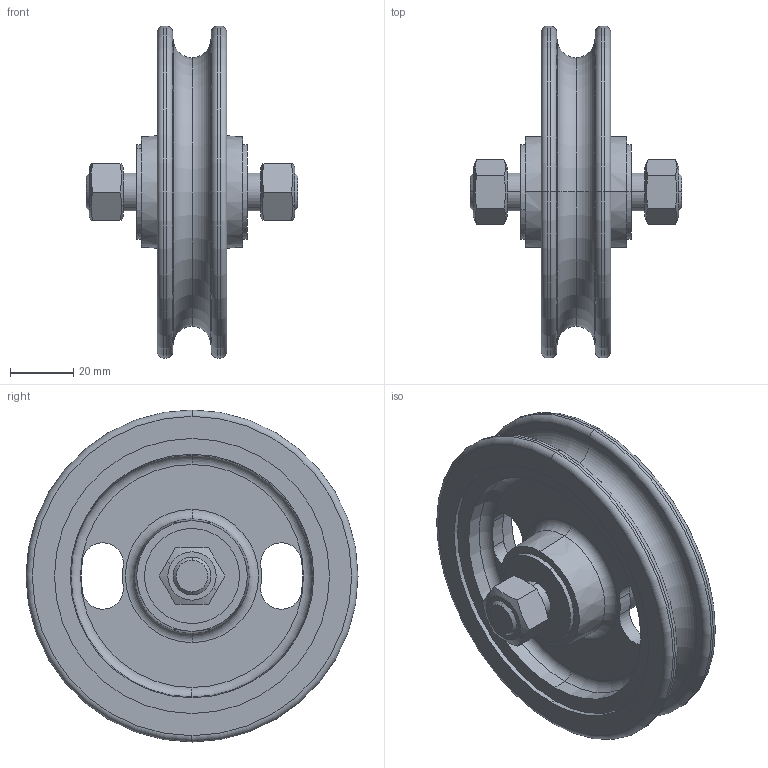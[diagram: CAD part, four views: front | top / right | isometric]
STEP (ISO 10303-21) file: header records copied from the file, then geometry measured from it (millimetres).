
FILE_DESCRIPTION (( 'STEP AP214' ), '1' );
FILE_NAME ('0012651.step', '2022-01-17T11:15:16', ( '' ), ( '' ), 'SwSTEP 2.0', 'SolidWorks 2020', '' );
FILE_SCHEMA (( 'AUTOMOTIVE_DESIGN' ));
Length unit declared in the file: millimetre
Products named in the file (1): 0012651
Bounding box: 67 x 105 x 105 mm (x, y, z)
Volume: 108629.6 mm3; surface area: 46696.2 mm2
Topology: 7 solids, 7 shells, 122 faces, 268 edges, 166 vertices
Faces by surface type: cylinder 38, cone 32, plane 32, torus 20
Entity records: 5004 total; most frequent: CARTESIAN_POINT 781, DIRECTION 636, ORIENTED_EDGE 536, AXIS2_PLACEMENT_3D 277, EDGE_CURVE 268, VERTEX_POINT 166, CIRCLE 154, EDGE_LOOP 144
